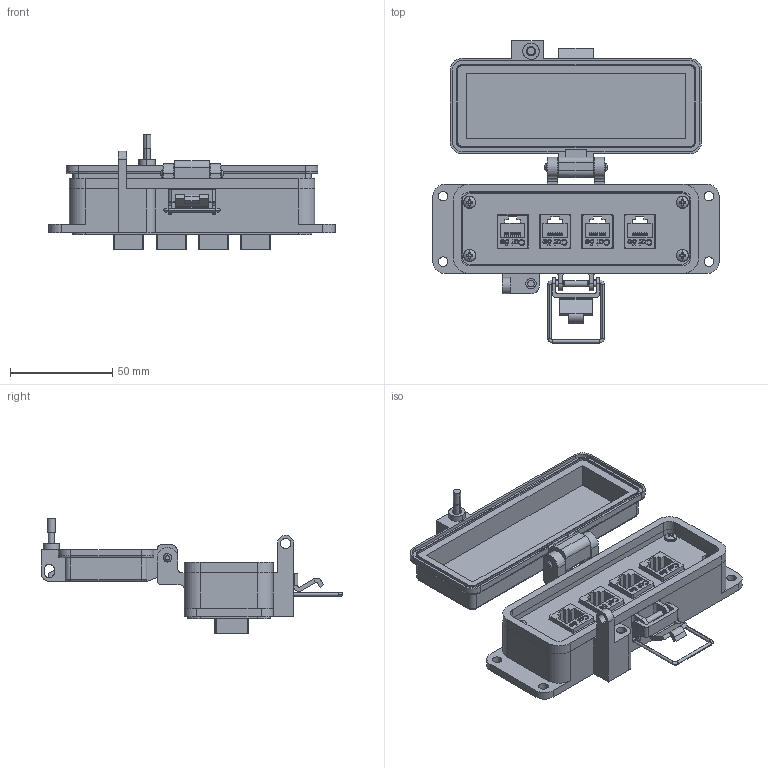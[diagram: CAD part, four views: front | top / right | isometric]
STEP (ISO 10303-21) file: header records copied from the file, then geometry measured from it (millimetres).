
FILE_DESCRIPTION (( 'STEP AP214' ), '1' );
FILE_NAME ('P-R2#4-H3RX_3D.STEP', '2017-08-25T20:21:46', ( '' ), ( '' ), 'SwSTEP 2.0', 'SolidWorks 2017', '' );
FILE_SCHEMA (( 'AUTOMOTIVE_DESIGN' ));
Length unit declared in the file: millimetre
Products named in the file (8): 92005A124_METRIC PAN HEAD PHILLIPS MACHINE SCREW_92005A124; H-X-H3; R2; Z-300-RJ45CAT5; P-R2#4-H3RX_TP; P-R2#4-H3RX_FP; P-R2#4-H3RX_BP; P-R2#4-H3RX_3D
Assembly tree (13 placements, depth 3):
  P-R2#4-H3RX_3D
    P-R2#4-H3RX_BP
    P-R2#4-H3RX_FP
    P-R2#4-H3RX_TP
    R2  x4
      Z-300-RJ45CAT5
    H-X-H3
    92005A124_METRIC PAN HEAD PHILLIPS MACHINE SCREW_92005A124  x4
Bounding box: 140 x 147.61 x 56.19 mm (x, y, z)
Volume: 115503.7 mm3; surface area: 92512.3 mm2
Topology: 19 solids, 19 shells, 2510 faces, 7049 edges, 4675 vertices
Faces by surface type: plane 1177, cylinder 841, bspline 424, cone 44, torus 16, sphere 8
Entity records: 49584 total; most frequent: CARTESIAN_POINT 17219, ORIENTED_EDGE 6094, DIRECTION 4678, EDGE_CURVE 3047, VERTEX_POINT 2020, VECTOR 1860, LINE 1860, AXIS2_PLACEMENT_3D 1409
